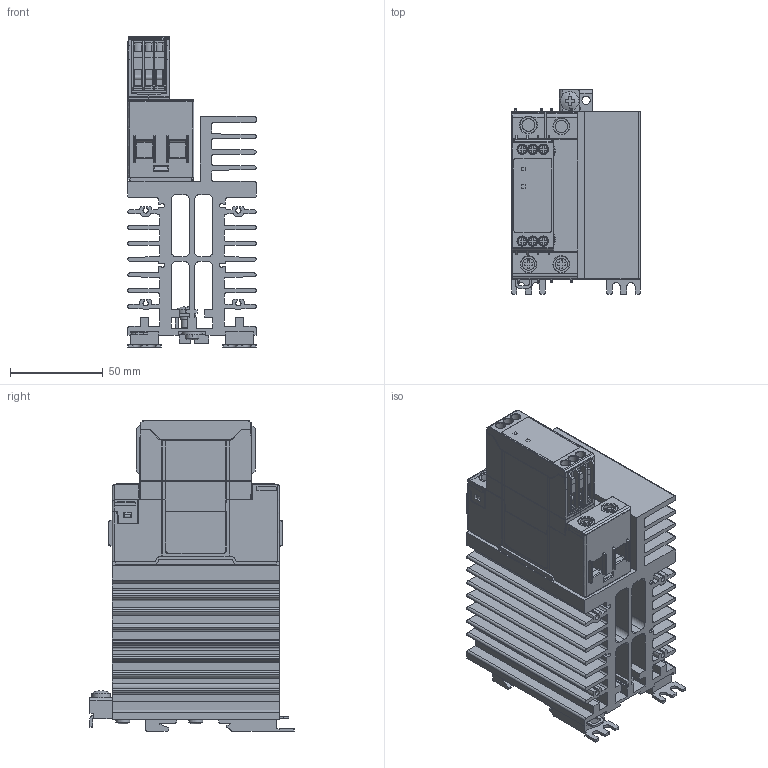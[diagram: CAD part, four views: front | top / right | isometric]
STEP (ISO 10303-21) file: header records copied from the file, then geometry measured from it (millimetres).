
FILE_DESCRIPTION((''),'2;1');
FILE_NAME('CGI0871-01.stp','2012-08-20T14:54:24',(''),(''),'Mechanical Desktop 2009','Mechanical Desktop 2009',', , ');
FILE_SCHEMA(('CONFIG_CONTROL_DESIGN'));
Length unit declared in the file: millimetre
Products named in the file (1): Product
Bounding box: 69.1 x 110 x 167.43 mm (x, y, z)
Volume: 450735.4 mm3; surface area: 176262.4 mm2
Topology: 1 solids, 8 shells, 2010 faces, 5506 edges, 3493 vertices
Faces by surface type: plane 808, bspline 659, cylinder 443, cone 37, torus 35, sphere 28
Entity records: 69883 total; most frequent: CARTESIAN_POINT 20381, ORIENTED_EDGE 10836, DIRECTION 9592, EDGE_CURVE 5418, VECTOR 3682, LINE 3682, VERTEX_POINT 3497, AXIS2_PLACEMENT_3D 2955
